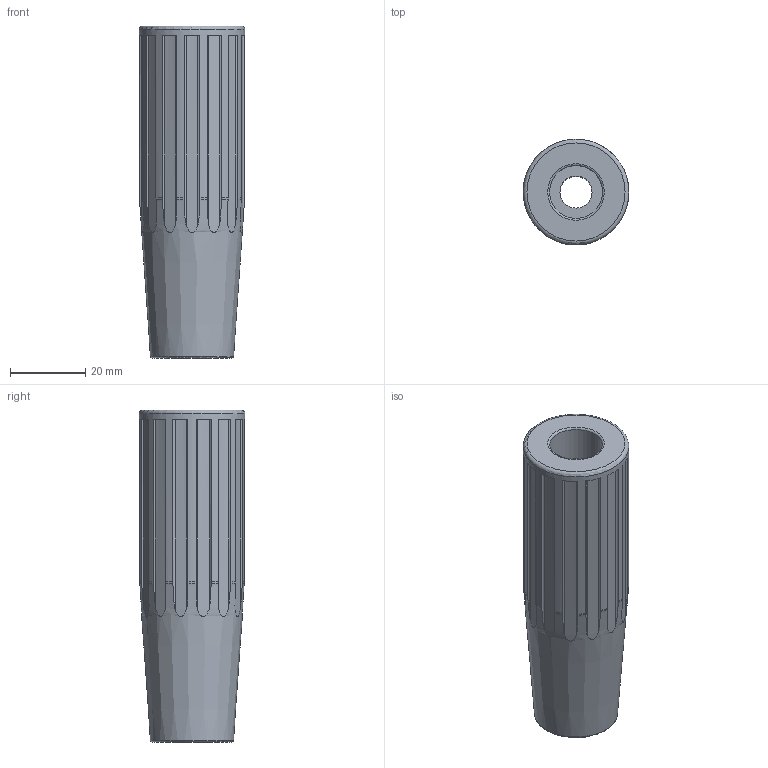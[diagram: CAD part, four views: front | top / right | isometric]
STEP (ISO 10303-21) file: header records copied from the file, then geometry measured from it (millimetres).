
FILE_DESCRIPTION( ( 'Unknown' ), '1' );
FILE_NAME( '6307006_MCL28x88.stp', 'Unknown', ( 'Unknown' ), ( 'Unknown' ), 'PSStep 11.0', 'Unknown', ' ' );
FILE_SCHEMA( ( 'AUTOMOTIVE_DESIGN { 1 0 10303 214 1 1 1 1 }' ) );
Length unit declared in the file: millimetre
Products named in the file (1): 1
Bounding box: 28 x 27.97 x 88 mm (x, y, z)
Volume: 41530.4 mm3; surface area: 11002.2 mm2
Topology: 1 solids, 1 shells, 109 faces, 316 edges, 210 vertices
Faces by surface type: cylinder 45, plane 45, torus 17, cone 2
Full cylindrical faces by diameter (mm): 8.5 x1, 14 x1, 28 x1
Entity records: 5054 total; most frequent: CARTESIAN_POINT 1446, ORIENTED_EDGE 608, DIRECTION 520, EDGE_CURVE 304, VERTEX_POINT 206, AXIS2_PLACEMENT_3D 204, EDGE_LOOP 120, FACE_OUTER_BOUND 115
